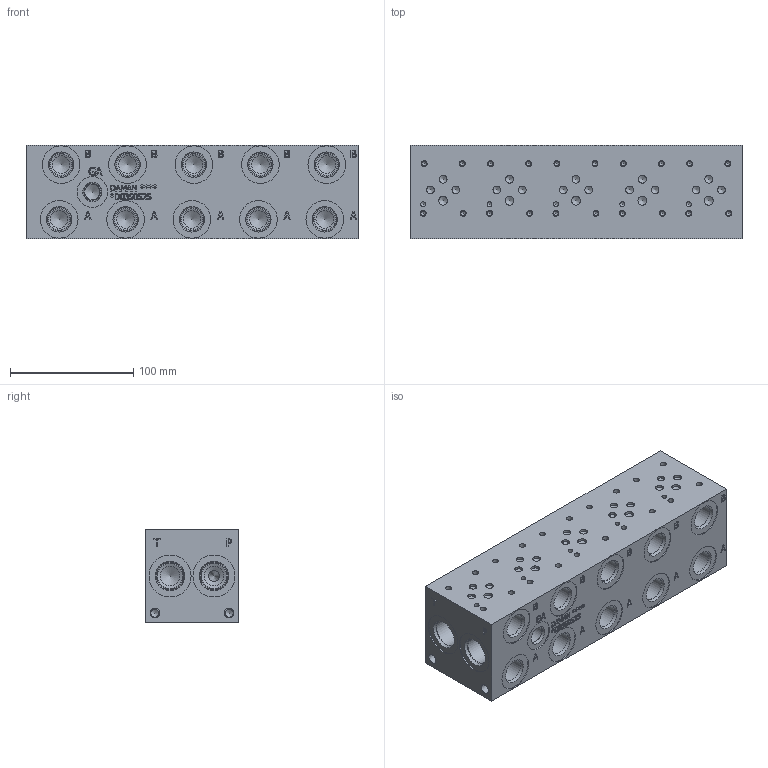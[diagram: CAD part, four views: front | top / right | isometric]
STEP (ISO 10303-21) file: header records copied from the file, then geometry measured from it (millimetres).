
FILE_DESCRIPTION(/* description */ (''),/* implementation_level */ '2;1');
FILE_NAME(/* name */ '_D03S052S.stp',/* time_stamp */ '2020-03-09T15:17:11-04:00',/* author */ ('alexanderw'),/* organization */ (''),/* preprocessor_version */ 'ST-DEVELOPER v17',/* originating_system */ 'Autodesk Inventor 2019',/* authorisation */ '');
FILE_SCHEMA (('AUTOMOTIVE_DESIGN { 1 0 10303 214 3 1 1 }'));
Length unit declared in the file: millimetre
Products named in the file (1): Part_AD03S052S_3D
Bounding box: 269.88 x 76.2 x 76.2 mm (x, y, z)
Volume: 1445897.9 mm3; surface area: 124653.4 mm2
Topology: 1 solids, 1 shells, 927 faces, 2534 edges, 1721 vertices
Faces by surface type: plane 449, bspline 215, cylinder 151, cone 112
Full cylindrical faces by diameter (mm): 3.785 x20, 3.962 x5, 4.826 x20, 6.35 x15, 6.528 x4, 7.137 x5, 7.925 x4, 12.294 x1, 12.9 x1, 14.275 x1, 14.3 x10, 14.529 x1, 15.875 x4, 17.501 x10, 19.05 x10, 19.253 x10, 20.447 x4, 22.225 x3, 22.23 x1, 22.555 x4, 23.901 x3, 25.019 x1, 30.632 x10, 34.138 x4
Entity records: 30975 total; most frequent: CARTESIAN_POINT 7914, ORIENTED_EDGE 4940, DIRECTION 4023, EDGE_CURVE 2470, VERTEX_POINT 1721, LINE 1483, VECTOR 1483, AXIS2_PLACEMENT_3D 1270
